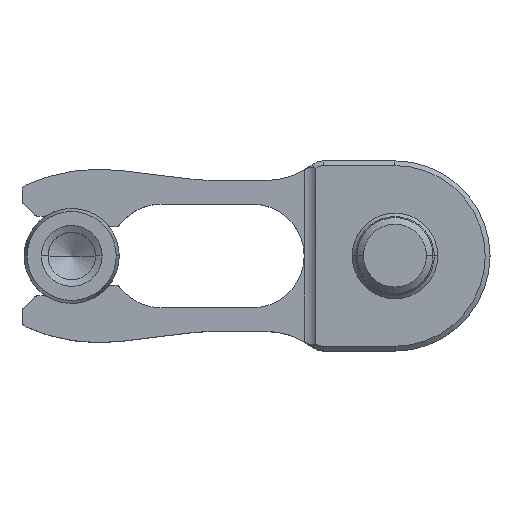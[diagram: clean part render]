
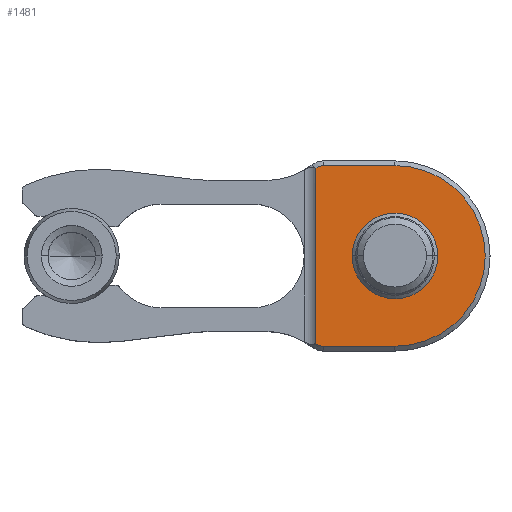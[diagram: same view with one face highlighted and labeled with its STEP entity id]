
A CAD part, top view. The second image highlights one B-rep face of the part: STEP entity #1481.
In plain terms, the highlighted planar face has unit normal (0, 0, 1).
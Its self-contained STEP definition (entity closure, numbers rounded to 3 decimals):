
#41 = DIRECTION ( 'NONE',  ( -1., 0., 0. ) ) ;
#56 = CIRCLE ( 'NONE', #2857, 1.5 ) ;
#58 = VERTEX_POINT ( 'NONE', #3085 ) ;
#195 = DIRECTION ( 'NONE',  ( 1., 0., 0. ) ) ;
#335 = DIRECTION ( 'NONE',  ( 0., 0., 1. ) ) ;
#417 = AXIS2_PLACEMENT_3D ( 'NONE', #1892, #741, #3231 ) ;
#472 = AXIS2_PLACEMENT_3D ( 'NONE', #3063, #335, #1061 ) ;
#484 = CARTESIAN_POINT ( 'NONE',  ( -8.382, -9.213, 3.85 ) ) ;
#543 = EDGE_CURVE ( 'NONE', #1809, #2680, #1439, .T. ) ;
#564 = CARTESIAN_POINT ( 'NONE',  ( -7.5, -9.5, 3.85 ) ) ;
#612 = FACE_BOUND ( 'NONE', #1335, .T. ) ;
#615 = VECTOR ( 'NONE', #2032, 1000. ) ;
#676 = DIRECTION ( 'NONE',  ( 0., 0., 1. ) ) ;
#691 = EDGE_CURVE ( 'NONE', #935, #1792, #1754, .T. ) ;
#724 = DIRECTION ( 'NONE',  ( -1., 0., 0. ) ) ;
#741 = DIRECTION ( 'NONE',  ( 0., 0., -1. ) ) ;
#765 = VERTEX_POINT ( 'NONE', #2135 ) ;
#783 = CARTESIAN_POINT ( 'NONE',  ( 0., -9.5, 3.85 ) ) ;
#930 = EDGE_CURVE ( 'NONE', #765, #1844, #2122, .T. ) ;
#935 = VERTEX_POINT ( 'NONE', #484 ) ;
#976 = EDGE_CURVE ( 'NONE', #935, #2072, #1021, .T. ) ;
#1018 = EDGE_CURVE ( 'NONE', #1792, #1809, #1755, .T. ) ;
#1021 = LINE ( 'NONE', #2443, #1470 ) ;
#1061 = DIRECTION ( 'NONE',  ( 1., 0., 0. ) ) ;
#1138 = ORIENTED_EDGE ( 'NONE', *, *, #930, .T. ) ;
#1196 = CARTESIAN_POINT ( 'NONE',  ( 0., 0., 3.85 ) ) ;
#1206 = DIRECTION ( 'NONE',  ( 0., 1., 0. ) ) ;
#1330 = ORIENTED_EDGE ( 'NONE', *, *, #2471, .T. ) ;
#1335 = EDGE_LOOP ( 'NONE', ( #1138, #2188 ) ) ;
#1396 = AXIS2_PLACEMENT_3D ( 'NONE', #1617, #2373, #2602 ) ;
#1437 = PLANE ( 'NONE',  #3045 ) ;
#1439 = CIRCLE ( 'NONE', #472, 9.5 ) ;
#1446 = CARTESIAN_POINT ( 'NONE',  ( 0., 0., 3.85 ) ) ;
#1470 = VECTOR ( 'NONE', #1206, 1000. ) ;
#1481 = ADVANCED_FACE ( 'NONE', ( #2148, #612 ), #1437, .T. ) ;
#1594 = VECTOR ( 'NONE', #41, 1000. ) ;
#1617 = CARTESIAN_POINT ( 'NONE',  ( -7.5, -8., 3.85 ) ) ;
#1754 = CIRCLE ( 'NONE', #1396, 1.5 ) ;
#1755 = LINE ( 'NONE', #3014, #615 ) ;
#1792 = VERTEX_POINT ( 'NONE', #564 ) ;
#1809 = VERTEX_POINT ( 'NONE', #783 ) ;
#1817 = CARTESIAN_POINT ( 'NONE',  ( 0., 9.5, 3.85 ) ) ;
#1844 = VERTEX_POINT ( 'NONE', #2859 ) ;
#1892 = CARTESIAN_POINT ( 'NONE',  ( 0., 0., 3.85 ) ) ;
#2005 = CARTESIAN_POINT ( 'NONE',  ( -7.5, 9.5, 3.85 ) ) ;
#2007 = CARTESIAN_POINT ( 'NONE',  ( -7.5, 8., 3.85 ) ) ;
#2021 = ORIENTED_EDGE ( 'NONE', *, *, #1018, .T. ) ;
#2032 = DIRECTION ( 'NONE',  ( 1., 0., 0. ) ) ;
#2072 = VERTEX_POINT ( 'NONE', #2391 ) ;
#2096 = EDGE_CURVE ( 'NONE', #1844, #765, #2105, .T. ) ;
#2105 = CIRCLE ( 'NONE', #2612, 4.5 ) ;
#2117 = ORIENTED_EDGE ( 'NONE', *, *, #2175, .T. ) ;
#2122 = CIRCLE ( 'NONE', #417, 4.5 ) ;
#2135 = CARTESIAN_POINT ( 'NONE',  ( -4.5, 0., 3.85 ) ) ;
#2148 = FACE_OUTER_BOUND ( 'NONE', #2916, .T. ) ;
#2175 = EDGE_CURVE ( 'NONE', #58, #2072, #56, .T. ) ;
#2188 = ORIENTED_EDGE ( 'NONE', *, *, #2096, .T. ) ;
#2304 = ORIENTED_EDGE ( 'NONE', *, *, #691, .T. ) ;
#2373 = DIRECTION ( 'NONE',  ( 0., 0., 1. ) ) ;
#2391 = CARTESIAN_POINT ( 'NONE',  ( -8.382, 9.213, 3.85 ) ) ;
#2443 = CARTESIAN_POINT ( 'NONE',  ( -8.382, -17.5, 3.85 ) ) ;
#2471 = EDGE_CURVE ( 'NONE', #2680, #58, #2785, .T. ) ;
#2522 = DIRECTION ( 'NONE',  ( 0., 0., 1. ) ) ;
#2602 = DIRECTION ( 'NONE',  ( 1., 0., 0. ) ) ;
#2612 = AXIS2_PLACEMENT_3D ( 'NONE', #1446, #2974, #724 ) ;
#2680 = VERTEX_POINT ( 'NONE', #1817 ) ;
#2696 = ORIENTED_EDGE ( 'NONE', *, *, #543, .T. ) ;
#2770 = DIRECTION ( 'NONE',  ( 1., 0., 0. ) ) ;
#2785 = LINE ( 'NONE', #2005, #1594 ) ;
#2857 = AXIS2_PLACEMENT_3D ( 'NONE', #2007, #2522, #2770 ) ;
#2859 = CARTESIAN_POINT ( 'NONE',  ( 4.5, 0., 3.85 ) ) ;
#2916 = EDGE_LOOP ( 'NONE', ( #2998, #2304, #2021, #2696, #1330, #2117 ) ) ;
#2974 = DIRECTION ( 'NONE',  ( 0., 0., -1. ) ) ;
#2998 = ORIENTED_EDGE ( 'NONE', *, *, #976, .F. ) ;
#3014 = CARTESIAN_POINT ( 'NONE',  ( 0., -9.5, 3.85 ) ) ;
#3045 = AXIS2_PLACEMENT_3D ( 'NONE', #1196, #676, #195 ) ;
#3063 = CARTESIAN_POINT ( 'NONE',  ( 0., 0., 3.85 ) ) ;
#3085 = CARTESIAN_POINT ( 'NONE',  ( -7.5, 9.5, 3.85 ) ) ;
#3231 = DIRECTION ( 'NONE',  ( -1., 0., 0. ) ) ;
